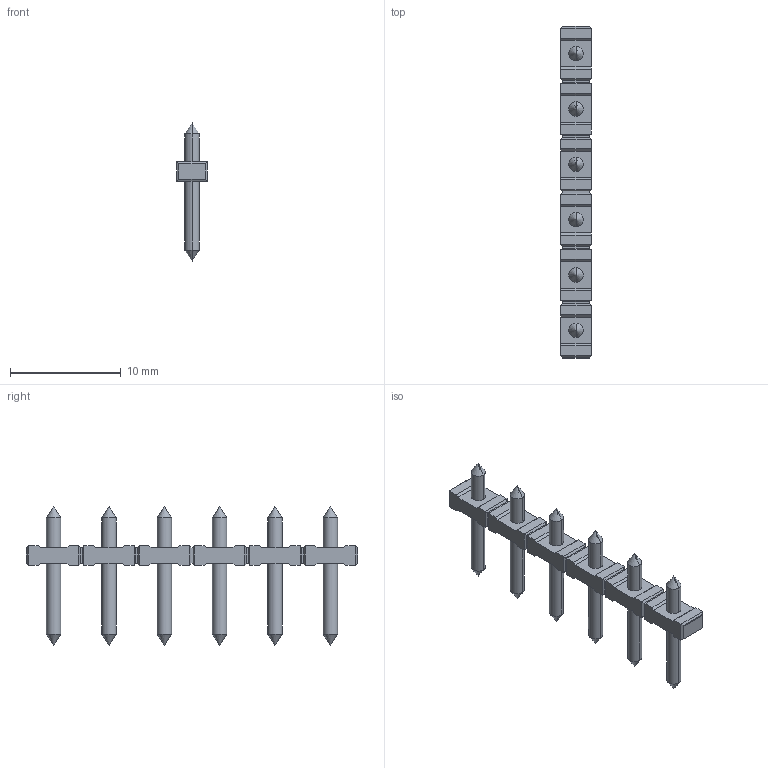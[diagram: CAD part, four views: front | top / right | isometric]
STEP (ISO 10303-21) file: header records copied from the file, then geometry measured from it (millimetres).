
FILE_DESCRIPTION((''),'2;1');
FILE_NAME('PRT0007','2024-09-29T13:31:55',('tluser'),(''),'CREO PARAMETRIC BY PTC INC, 2018100','CREO PARAMETRIC BY PTC INC, 2018100','');
FILE_SCHEMA(('CONFIG_CONTROL_DESIGN'));
Length unit declared in the file: millimetre
Products named in the file (1): PRT0007
Bounding box: 2.8 x 30 x 12.5 mm (x, y, z)
Volume: 208.3 mm3; surface area: 520.7 mm2
Topology: 1 solids, 1 shells, 198 faces, 468 edges, 260 vertices
Faces by surface type: plane 150, cylinder 24, cone 24
Entity records: 5330 total; most frequent: CARTESIAN_POINT 902, DIRECTION 888, ORIENTED_EDGE 888, EDGE_CURVE 444, VECTOR 396, LINE 396, VERTEX_POINT 260, AXIS2_PLACEMENT_3D 246
